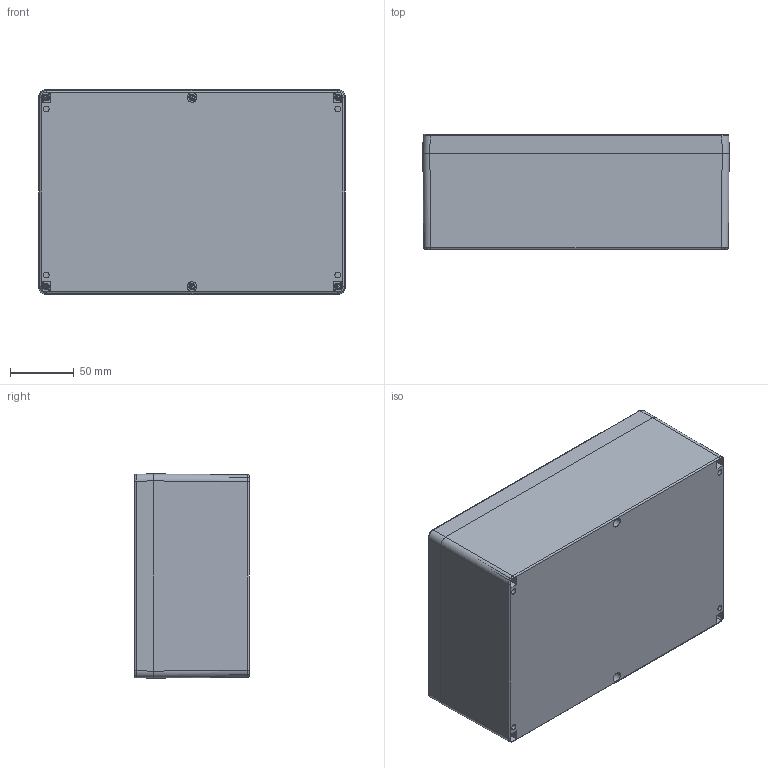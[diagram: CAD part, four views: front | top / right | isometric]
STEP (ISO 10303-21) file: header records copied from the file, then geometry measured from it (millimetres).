
FILE_DESCRIPTION (( 'STEP AP214' ), '1' );
FILE_NAME ('2366-2416-09-00.step', '2023-11-08T07:14:39', ( '' ), ( '' ), 'SwSTEP 2.0', 'SolidWorks 2019', '' );
FILE_SCHEMA (( 'AUTOMOTIVE_DESIGN' ));
Length unit declared in the file: millimetre
Products named in the file (5): Deckelschraube_3,5x14,5; Deckel^2366-2416-09-00; Unterteil^2366-2416-09-00; 2366-2416-09-00
Assembly tree (9 placements, depth 3):
  2366-2416-09-00
    2366-2416-09-00
      Deckelschraube_3,5x14,5  x6
      Unterteil^2366-2416-09-00
      Deckel^2366-2416-09-00
Bounding box: 240 x 90 x 160 mm (x, y, z)
Volume: 501714.8 mm3; surface area: 327080.6 mm2
Topology: 14 solids, 14 shells, 947 faces, 2476 edges, 1598 vertices
Faces by surface type: plane 431, cylinder 278, cone 134, bspline 68, sphere 24, torus 12
Entity records: 24733 total; most frequent: CARTESIAN_POINT 7917, DIRECTION 3375, ORIENTED_EDGE 3318, EDGE_CURVE 1659, AXIS2_PLACEMENT_3D 1251, VERTEX_POINT 1095, LINE 873, VECTOR 873
